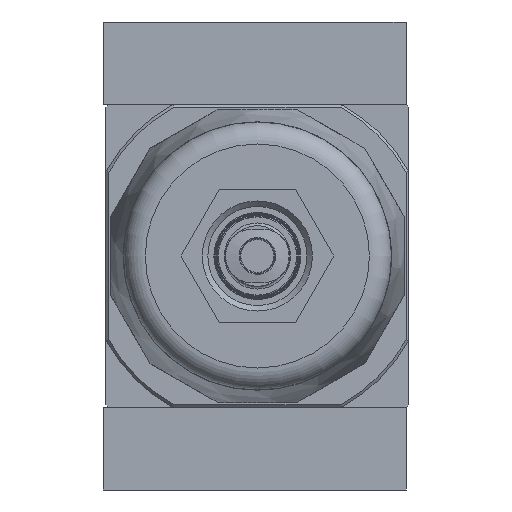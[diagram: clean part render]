
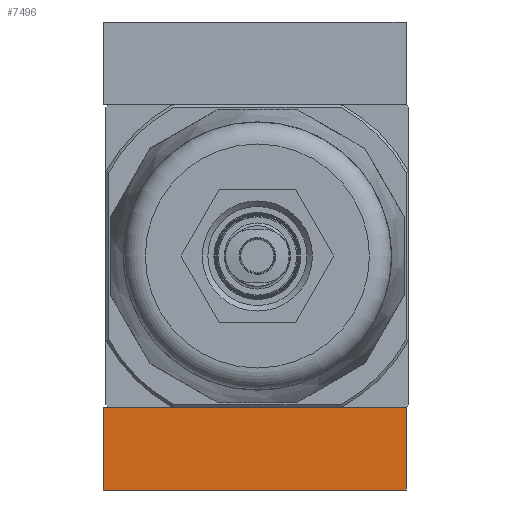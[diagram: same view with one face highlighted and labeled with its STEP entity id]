
A CAD part, front view. The second image highlights one B-rep face of the part: STEP entity #7496.
In plain terms, the highlighted face is planar.
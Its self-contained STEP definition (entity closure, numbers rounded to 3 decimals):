
#423=LINE('',#11586,#790);
#428=LINE('',#11600,#795);
#430=LINE('',#11604,#797);
#431=LINE('',#11605,#798);
#790=VECTOR('',#9224,1000.);
#795=VECTOR('',#9237,1000.);
#797=VECTOR('',#9241,1000.);
#798=VECTOR('',#9242,1000.);
#1043=PLANE('',#8026);
#2201=ORIENTED_EDGE('',*,*,#3339,.T.);
#2202=ORIENTED_EDGE('',*,*,#3330,.F.);
#2203=ORIENTED_EDGE('',*,*,#3340,.F.);
#2204=ORIENTED_EDGE('',*,*,#3337,.T.);
#3330=EDGE_CURVE('',#3980,#3977,#423,.T.);
#3337=EDGE_CURVE('',#3986,#3985,#428,.T.);
#3339=EDGE_CURVE('',#3985,#3977,#430,.T.);
#3340=EDGE_CURVE('',#3986,#3980,#431,.T.);
#3977=VERTEX_POINT('',#11580);
#3980=VERTEX_POINT('',#11585);
#3985=VERTEX_POINT('',#11599);
#3986=VERTEX_POINT('',#11601);
#4757=EDGE_LOOP('',(#2201,#2202,#2203,#2204));
#5282=FACE_BOUND('',#4757,.T.);
#7496=ADVANCED_FACE('',(#5282),#1043,.F.);
#8026=AXIS2_PLACEMENT_3D('',#11603,#9239,#9240);
#9224=DIRECTION('',(0.,0.,-1.));
#9237=DIRECTION('',(0.,0.,-1.));
#9239=DIRECTION('',(0.,-1.,0.));
#9240=DIRECTION('',(0.,0.,-1.));
#9241=DIRECTION('',(-1.,0.,0.));
#9242=DIRECTION('',(-1.,0.,0.));
#11580=CARTESIAN_POINT('',(-27.5,16.,-7.5));
#11585=CARTESIAN_POINT('',(-27.5,16.,7.5));
#11586=CARTESIAN_POINT('',(-27.5,16.,7.5));
#11599=CARTESIAN_POINT('',(27.5,16.,-7.5));
#11600=CARTESIAN_POINT('',(27.5,16.,7.5));
#11601=CARTESIAN_POINT('',(27.5,16.,7.5));
#11603=CARTESIAN_POINT('',(27.5,16.,7.5));
#11604=CARTESIAN_POINT('',(27.5,16.,-7.5));
#11605=CARTESIAN_POINT('',(27.5,16.,7.5));
